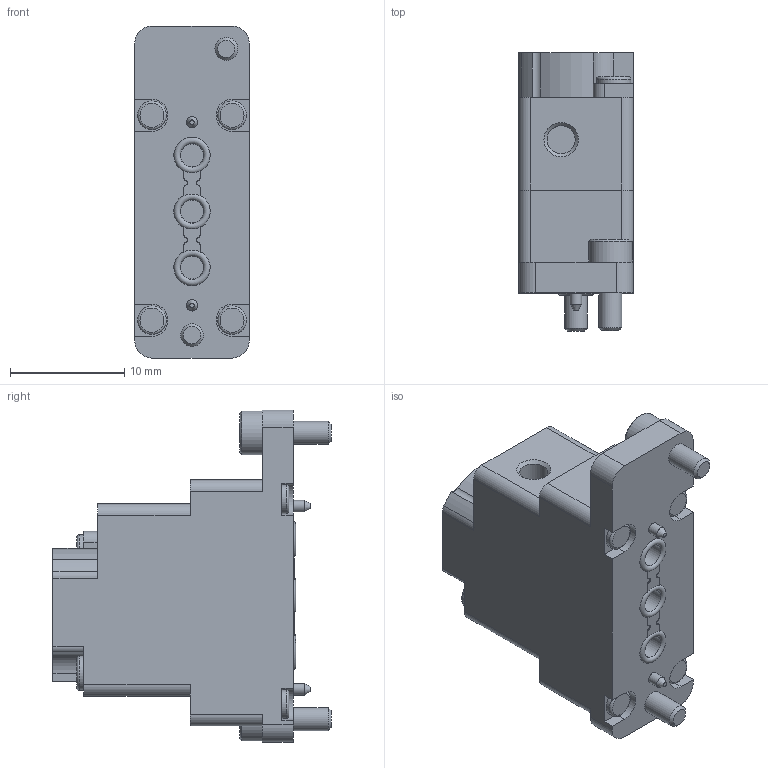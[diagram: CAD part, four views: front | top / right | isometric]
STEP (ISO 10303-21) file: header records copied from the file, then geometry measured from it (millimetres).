
FILE_DESCRIPTION(/* description */ ('STEP AP214'),/* implementation_level */ '2;1');
FILE_NAME(/* name */ '8122800_VZDB-F10-M32-16-M3-PF',/* time_stamp */ '2024-09-18T03:31:25+02:00',/* author */ ('License CC BY-ND 4.0'),/* organization */ ('CADENAS'),/* preprocessor_version */ 'ST-DEVELOPER v19.3',/* originating_system */ 'PARTsolutions',/* authorisation */ ' ');
FILE_SCHEMA (('AUTOMOTIVE_DESIGN {1 0 10303 214 3 1 1}'));
Length unit declared in the file: millimetre
Products named in the file (1): 8122800 VZDB-F10-M32-16-M3-PF---(high)
Bounding box: 10 x 24.3 x 29 mm (x, y, z)
Volume: 3694.7 mm3; surface area: 2008.7 mm2
Topology: 1 solids, 1 shells, 194 faces, 503 edges, 333 vertices
Faces by surface type: plane 111, cylinder 67, torus 9, cone 7
Full cylindrical faces by diameter (mm): 1 x2, 2 x5, 2.459 x1, 2.5 x4, 3 x2, 3.8 x2
Entity records: 5729 total; most frequent: DIRECTION 1001, CARTESIAN_POINT 1001, ORIENTED_EDGE 920, EDGE_CURVE 460, AXIS2_PLACEMENT_3D 354, VERTEX_POINT 322, LINE 293, VECTOR 293
